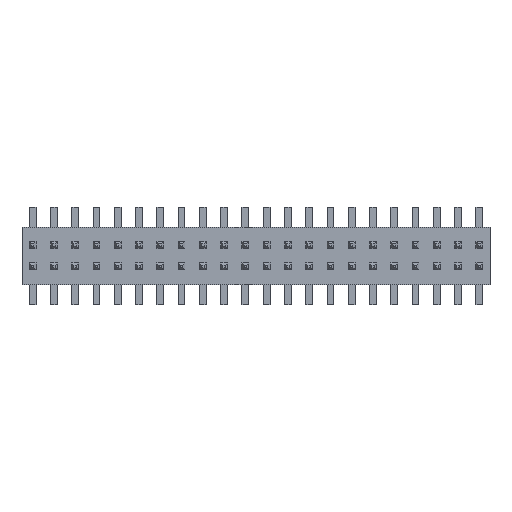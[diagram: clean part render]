
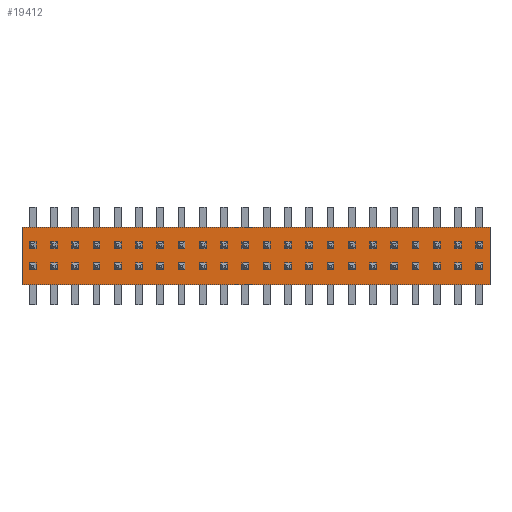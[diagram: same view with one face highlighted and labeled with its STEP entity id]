
A CAD part, top view. The second image highlights one B-rep face of the part: STEP entity #19412.
In plain terms, the highlighted face is planar.
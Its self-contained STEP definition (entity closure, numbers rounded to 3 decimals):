
#19280 = EDGE_CURVE('',#19281,#19283,#19285,.T.);
#19281 = VERTEX_POINT('',#19282);
#19282 = CARTESIAN_POINT('',(-13.97,1.753,-1.715));
#19283 = VERTEX_POINT('',#19284);
#19284 = CARTESIAN_POINT('',(-13.97,1.753,1.715));
#19285 = LINE('',#19286,#19287);
#19286 = CARTESIAN_POINT('',(-13.97,1.753,-1.715));
#19287 = VECTOR('',#19288,1.);
#19288 = DIRECTION('',(0.,0.,1.));
#19320 = EDGE_CURVE('',#19283,#19321,#19323,.T.);
#19321 = VERTEX_POINT('',#19322);
#19322 = CARTESIAN_POINT('',(13.97,1.753,1.715));
#19323 = LINE('',#19324,#19325);
#19324 = CARTESIAN_POINT('',(-13.97,1.753,1.715));
#19325 = VECTOR('',#19326,1.);
#19326 = DIRECTION('',(1.,0.,0.));
#19351 = EDGE_CURVE('',#19321,#19352,#19354,.T.);
#19352 = VERTEX_POINT('',#19353);
#19353 = CARTESIAN_POINT('',(13.97,1.753,-1.715));
#19354 = LINE('',#19355,#19356);
#19355 = CARTESIAN_POINT('',(13.97,1.753,1.715));
#19356 = VECTOR('',#19357,1.);
#19357 = DIRECTION('',(0.,0.,-1.));
#19382 = EDGE_CURVE('',#19352,#19281,#19383,.T.);
#19383 = LINE('',#19384,#19385);
#19384 = CARTESIAN_POINT('',(13.97,1.753,-1.715));
#19385 = VECTOR('',#19386,1.);
#19386 = DIRECTION('',(-1.,0.,0.));
#19412 = ADVANCED_FACE('',(#19413),#19419,.T.);
#19413 = FACE_BOUND('',#19414,.T.);
#19414 = EDGE_LOOP('',(#19415,#19416,#19417,#19418));
#19415 = ORIENTED_EDGE('',*,*,#19280,.T.);
#19416 = ORIENTED_EDGE('',*,*,#19320,.T.);
#19417 = ORIENTED_EDGE('',*,*,#19351,.T.);
#19418 = ORIENTED_EDGE('',*,*,#19382,.T.);
#19419 = PLANE('',#19420);
#19420 = AXIS2_PLACEMENT_3D('',#19421,#19422,#19423);
#19421 = CARTESIAN_POINT('',(0.,1.753,0.));
#19422 = DIRECTION('',(0.,1.,0.));
#19423 = DIRECTION('',(0.,-0.,1.));
